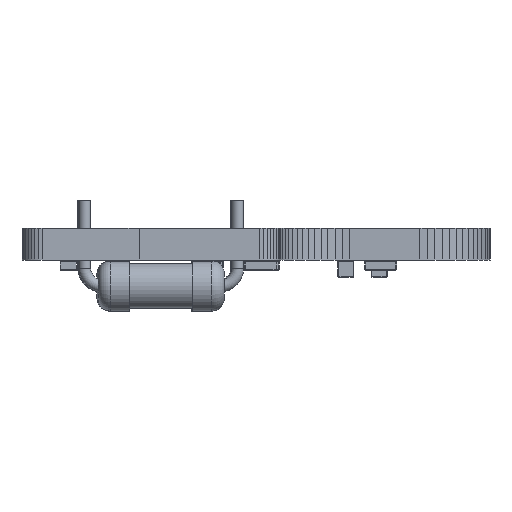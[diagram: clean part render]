
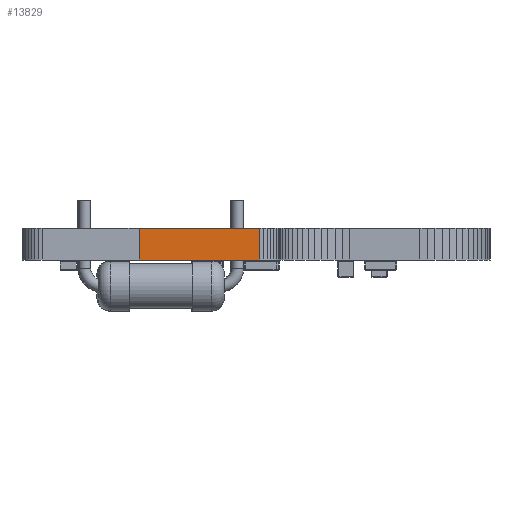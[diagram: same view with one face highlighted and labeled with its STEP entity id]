
A CAD part, left-side view. The second image highlights one B-rep face of the part: STEP entity #13829.
In plain terms, the highlighted planar face has unit normal (-1, 0, 0).
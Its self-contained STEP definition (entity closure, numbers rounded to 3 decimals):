
#6105 = PLANE('',#6106);
#6106 = AXIS2_PLACEMENT_3D('',#6107,#6108,#6109);
#6107 = CARTESIAN_POINT('',(92.63,-136.582,1.58));
#6108 = DIRECTION('',(-0.,-0.,-1.));
#6109 = DIRECTION('',(-1.,0.,0.));
#6159 = PLANE('',#6160);
#6160 = AXIS2_PLACEMENT_3D('',#6161,#6162,#6163);
#6161 = CARTESIAN_POINT('',(92.63,-136.582,0.));
#6162 = DIRECTION('',(-0.,-0.,-1.));
#6163 = DIRECTION('',(-1.,0.,0.));
#9600 = VERTEX_POINT('',#9601);
#9601 = CARTESIAN_POINT('',(50.293,-138.806,0.));
#9615 = PLANE('',#9616);
#9616 = AXIS2_PLACEMENT_3D('',#9617,#9618,#9619);
#9617 = CARTESIAN_POINT('',(50.312,-139.001,0.));
#9618 = DIRECTION('',(-0.995,-0.098,0.));
#9619 = DIRECTION('',(-0.098,0.995,0.));
#9627 = EDGE_CURVE('',#9600,#9628,#9630,.T.);
#9628 = VERTEX_POINT('',#9629);
#9629 = CARTESIAN_POINT('',(50.293,-132.806,0.));
#9630 = SURFACE_CURVE('',#9631,(#9635,#9642),.PCURVE_S1.);
#9631 = LINE('',#9632,#9633);
#9632 = CARTESIAN_POINT('',(50.293,-138.806,0.));
#9633 = VECTOR('',#9634,1.);
#9634 = DIRECTION('',(0.,1.,0.));
#9635 = PCURVE('',#6159,#9636);
#9636 = DEFINITIONAL_REPRESENTATION('',(#9637),#9641);
#9637 = LINE('',#9638,#9639);
#9638 = CARTESIAN_POINT('',(42.337,-2.224));
#9639 = VECTOR('',#9640,1.);
#9640 = DIRECTION('',(0.,1.));
#9641 = ( GEOMETRIC_REPRESENTATION_CONTEXT(2) 
PARAMETRIC_REPRESENTATION_CONTEXT() REPRESENTATION_CONTEXT('2D SPACE',''
  ) );
#9642 = PCURVE('',#9643,#9648);
#9643 = PLANE('',#9644);
#9644 = AXIS2_PLACEMENT_3D('',#9645,#9646,#9647);
#9645 = CARTESIAN_POINT('',(50.293,-138.806,0.));
#9646 = DIRECTION('',(-1.,0.,0.));
#9647 = DIRECTION('',(0.,1.,0.));
#9648 = DEFINITIONAL_REPRESENTATION('',(#9649),#9653);
#9649 = LINE('',#9650,#9651);
#9650 = CARTESIAN_POINT('',(0.,0.));
#9651 = VECTOR('',#9652,1.);
#9652 = DIRECTION('',(1.,0.));
#9653 = ( GEOMETRIC_REPRESENTATION_CONTEXT(2) 
PARAMETRIC_REPRESENTATION_CONTEXT() REPRESENTATION_CONTEXT('2D SPACE',''
  ) );
#9671 = PLANE('',#9672);
#9672 = AXIS2_PLACEMENT_3D('',#9673,#9674,#9675);
#9673 = CARTESIAN_POINT('',(50.293,-132.806,0.));
#9674 = DIRECTION('',(-1.,0.,0.));
#9675 = DIRECTION('',(0.,1.,0.));
#12836 = VERTEX_POINT('',#12837);
#12837 = CARTESIAN_POINT('',(50.293,-138.806,1.58));
#12858 = EDGE_CURVE('',#12836,#12859,#12861,.T.);
#12859 = VERTEX_POINT('',#12860);
#12860 = CARTESIAN_POINT('',(50.293,-132.806,1.58));
#12861 = SURFACE_CURVE('',#12862,(#12866,#12873),.PCURVE_S1.);
#12862 = LINE('',#12863,#12864);
#12863 = CARTESIAN_POINT('',(50.293,-138.806,1.58));
#12864 = VECTOR('',#12865,1.);
#12865 = DIRECTION('',(0.,1.,0.));
#12866 = PCURVE('',#6105,#12867);
#12867 = DEFINITIONAL_REPRESENTATION('',(#12868),#12872);
#12868 = LINE('',#12869,#12870);
#12869 = CARTESIAN_POINT('',(42.337,-2.224));
#12870 = VECTOR('',#12871,1.);
#12871 = DIRECTION('',(0.,1.));
#12872 = ( GEOMETRIC_REPRESENTATION_CONTEXT(2) 
PARAMETRIC_REPRESENTATION_CONTEXT() REPRESENTATION_CONTEXT('2D SPACE',''
  ) );
#12873 = PCURVE('',#9643,#12874);
#12874 = DEFINITIONAL_REPRESENTATION('',(#12875),#12879);
#12875 = LINE('',#12876,#12877);
#12876 = CARTESIAN_POINT('',(0.,-1.58));
#12877 = VECTOR('',#12878,1.);
#12878 = DIRECTION('',(1.,0.));
#12879 = ( GEOMETRIC_REPRESENTATION_CONTEXT(2) 
PARAMETRIC_REPRESENTATION_CONTEXT() REPRESENTATION_CONTEXT('2D SPACE',''
  ) );
#13779 = EDGE_CURVE('',#9628,#12859,#13780,.T.);
#13780 = SURFACE_CURVE('',#13781,(#13785,#13792),.PCURVE_S1.);
#13781 = LINE('',#13782,#13783);
#13782 = CARTESIAN_POINT('',(50.293,-132.806,0.));
#13783 = VECTOR('',#13784,1.);
#13784 = DIRECTION('',(0.,0.,1.));
#13785 = PCURVE('',#9671,#13786);
#13786 = DEFINITIONAL_REPRESENTATION('',(#13787),#13791);
#13787 = LINE('',#13788,#13789);
#13788 = CARTESIAN_POINT('',(0.,0.));
#13789 = VECTOR('',#13790,1.);
#13790 = DIRECTION('',(0.,-1.));
#13791 = ( GEOMETRIC_REPRESENTATION_CONTEXT(2) 
PARAMETRIC_REPRESENTATION_CONTEXT() REPRESENTATION_CONTEXT('2D SPACE',''
  ) );
#13792 = PCURVE('',#9643,#13793);
#13793 = DEFINITIONAL_REPRESENTATION('',(#13794),#13798);
#13794 = LINE('',#13795,#13796);
#13795 = CARTESIAN_POINT('',(6.,0.));
#13796 = VECTOR('',#13797,1.);
#13797 = DIRECTION('',(0.,-1.));
#13798 = ( GEOMETRIC_REPRESENTATION_CONTEXT(2) 
PARAMETRIC_REPRESENTATION_CONTEXT() REPRESENTATION_CONTEXT('2D SPACE',''
  ) );
#13829 = ADVANCED_FACE('',(#13830),#9643,.T.);
#13830 = FACE_BOUND('',#13831,.T.);
#13831 = EDGE_LOOP('',(#13832,#13853,#13854,#13855));
#13832 = ORIENTED_EDGE('',*,*,#13833,.T.);
#13833 = EDGE_CURVE('',#9600,#12836,#13834,.T.);
#13834 = SURFACE_CURVE('',#13835,(#13839,#13846),.PCURVE_S1.);
#13835 = LINE('',#13836,#13837);
#13836 = CARTESIAN_POINT('',(50.293,-138.806,0.));
#13837 = VECTOR('',#13838,1.);
#13838 = DIRECTION('',(0.,0.,1.));
#13839 = PCURVE('',#9643,#13840);
#13840 = DEFINITIONAL_REPRESENTATION('',(#13841),#13845);
#13841 = LINE('',#13842,#13843);
#13842 = CARTESIAN_POINT('',(0.,0.));
#13843 = VECTOR('',#13844,1.);
#13844 = DIRECTION('',(0.,-1.));
#13845 = ( GEOMETRIC_REPRESENTATION_CONTEXT(2) 
PARAMETRIC_REPRESENTATION_CONTEXT() REPRESENTATION_CONTEXT('2D SPACE',''
  ) );
#13846 = PCURVE('',#9615,#13847);
#13847 = DEFINITIONAL_REPRESENTATION('',(#13848),#13852);
#13848 = LINE('',#13849,#13850);
#13849 = CARTESIAN_POINT('',(0.196,0.));
#13850 = VECTOR('',#13851,1.);
#13851 = DIRECTION('',(0.,-1.));
#13852 = ( GEOMETRIC_REPRESENTATION_CONTEXT(2) 
PARAMETRIC_REPRESENTATION_CONTEXT() REPRESENTATION_CONTEXT('2D SPACE',''
  ) );
#13853 = ORIENTED_EDGE('',*,*,#12858,.T.);
#13854 = ORIENTED_EDGE('',*,*,#13779,.F.);
#13855 = ORIENTED_EDGE('',*,*,#9627,.F.);
